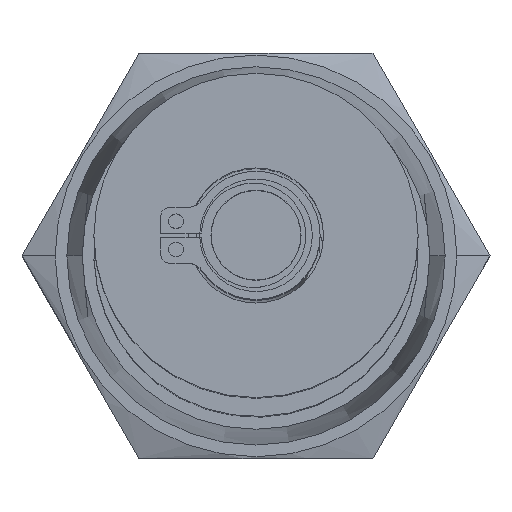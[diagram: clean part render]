
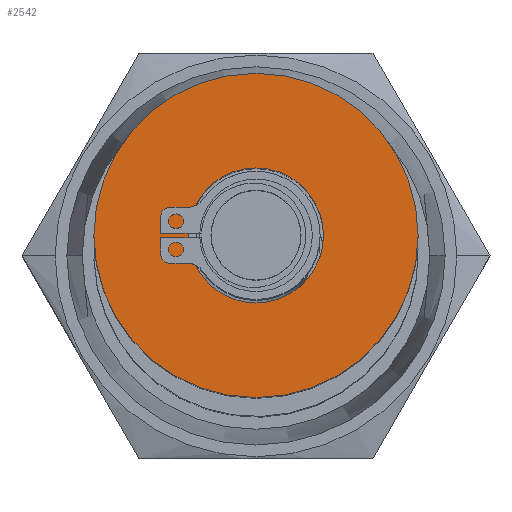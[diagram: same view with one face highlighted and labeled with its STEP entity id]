
A CAD part, top view. The second image highlights one B-rep face of the part: STEP entity #2542.
In plain terms, the highlighted planar face has unit normal (0, 0, 1).
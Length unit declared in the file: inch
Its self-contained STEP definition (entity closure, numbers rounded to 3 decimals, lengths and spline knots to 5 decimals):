
#56 = CIRCLE ( 'NONE', #10150, 0.1875 ) ;
#426 = CARTESIAN_POINT ( 'NONE',  ( 0., 0., 32.5435 ) ) ;
#723 = DIRECTION ( 'NONE',  ( 0., 0., 1. ) ) ;
#854 = AXIS2_PLACEMENT_3D ( 'NONE', #2665, #8446, #7733 ) ;
#1072 = PLANE ( 'NONE',  #5115 ) ;
#1370 = AXIS2_PLACEMENT_3D ( 'NONE', #9717, #2250, #1428 ) ;
#1428 = DIRECTION ( 'NONE',  ( 0., 1., 0. ) ) ;
#2053 = DIRECTION ( 'NONE',  ( 0., -1., 0. ) ) ;
#2138 = ORIENTED_EDGE ( 'NONE', *, *, #10172, .F. ) ;
#2250 = DIRECTION ( 'NONE',  ( 0., 0., -1. ) ) ;
#2479 = CARTESIAN_POINT ( 'NONE',  ( 0., 0., 32.5435 ) ) ;
#2542 = ADVANCED_FACE ( 'NONE', ( #4344, #6900 ), #1072, .F. ) ;
#2665 = CARTESIAN_POINT ( 'NONE',  ( 0., 0., 32.5435 ) ) ;
#3064 = AXIS2_PLACEMENT_3D ( 'NONE', #426, #6321, #5502 ) ;
#3232 = EDGE_CURVE ( 'NONE', #8930, #10731, #56, .T. ) ;
#3631 = CIRCLE ( 'NONE', #1370, 0.45 ) ;
#3952 = CARTESIAN_POINT ( 'NONE',  ( 0., -0.45, 32.5435 ) ) ;
#4344 = FACE_BOUND ( 'NONE', #4546, .T. ) ;
#4395 = CARTESIAN_POINT ( 'NONE',  ( 0., 0., 32.5435 ) ) ;
#4546 = EDGE_LOOP ( 'NONE', ( #10608, #7405 ) ) ;
#5115 = AXIS2_PLACEMENT_3D ( 'NONE', #4395, #5273, #2053 ) ;
#5273 = DIRECTION ( 'NONE',  ( 0., 0., -1. ) ) ;
#5502 = DIRECTION ( 'NONE',  ( 0., 1., 0. ) ) ;
#6075 = CIRCLE ( 'NONE', #854, 0.1875 ) ;
#6321 = DIRECTION ( 'NONE',  ( 0., 0., -1. ) ) ;
#6900 = FACE_OUTER_BOUND ( 'NONE', #9022, .T. ) ;
#6959 = CARTESIAN_POINT ( 'NONE',  ( 0., 0.1875, 32.5435 ) ) ;
#7405 = ORIENTED_EDGE ( 'NONE', *, *, #3232, .F. ) ;
#7733 = DIRECTION ( 'NONE',  ( 0., 1., 0. ) ) ;
#7937 = CARTESIAN_POINT ( 'NONE',  ( 0., 0.45, 32.5435 ) ) ;
#8008 = EDGE_CURVE ( 'NONE', #8887, #9349, #8636, .T. ) ;
#8136 = DIRECTION ( 'NONE',  ( 0., 1., 0. ) ) ;
#8252 = CARTESIAN_POINT ( 'NONE',  ( 0., -0.1875, 32.5435 ) ) ;
#8446 = DIRECTION ( 'NONE',  ( 0., 0., 1. ) ) ;
#8636 = CIRCLE ( 'NONE', #3064, 0.45 ) ;
#8846 = ORIENTED_EDGE ( 'NONE', *, *, #8008, .F. ) ;
#8887 = VERTEX_POINT ( 'NONE', #3952 ) ;
#8930 = VERTEX_POINT ( 'NONE', #8252 ) ;
#9022 = EDGE_LOOP ( 'NONE', ( #2138, #8846 ) ) ;
#9349 = VERTEX_POINT ( 'NONE', #7937 ) ;
#9717 = CARTESIAN_POINT ( 'NONE',  ( 0., 0., 32.5435 ) ) ;
#10150 = AXIS2_PLACEMENT_3D ( 'NONE', #2479, #723, #8136 ) ;
#10172 = EDGE_CURVE ( 'NONE', #9349, #8887, #3631, .T. ) ;
#10442 = EDGE_CURVE ( 'NONE', #10731, #8930, #6075, .T. ) ;
#10608 = ORIENTED_EDGE ( 'NONE', *, *, #10442, .F. ) ;
#10731 = VERTEX_POINT ( 'NONE', #6959 ) ;
